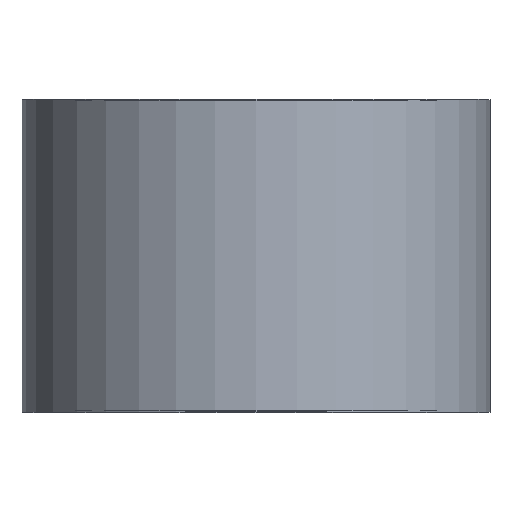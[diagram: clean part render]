
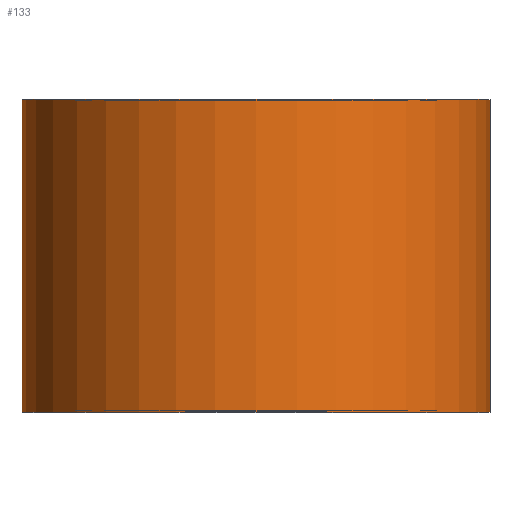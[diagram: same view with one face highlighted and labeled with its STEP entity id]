
A CAD part, top view. The second image highlights one B-rep face of the part: STEP entity #133.
In plain terms, the highlighted cylindrical face has radius 3.015 mm (diameter 6.03 mm), a partial arc.
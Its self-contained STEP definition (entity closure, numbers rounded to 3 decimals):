
#10=CARTESIAN_POINT('',(0.,-0.015,0.));
#11=DIRECTION('',(0.,1.,0.));
#12=DIRECTION('',(-1.,0.,0.));
#13=AXIS2_PLACEMENT_3D('',#10,#11,#12);
#25=DIRECTION('',(0.,1.,0.));
#26=VECTOR('',#25,4.03);
#27=CARTESIAN_POINT('',(3.015,-0.015,0.));
#28=LINE('',#27,#26);
#29=DIRECTION('',(0.,1.,0.));
#30=VECTOR('',#29,4.03);
#31=CARTESIAN_POINT('',(-3.015,-0.015,0.));
#32=LINE('',#31,#30);
#38=CARTESIAN_POINT('',(0.,4.015,0.));
#39=DIRECTION('',(0.,1.,0.));
#40=DIRECTION('',(-1.,0.,0.));
#41=AXIS2_PLACEMENT_3D('',#38,#39,#40);
#57=CARTESIAN_POINT('',(3.015,-0.015,0.));
#58=CARTESIAN_POINT('',(-3.015,-0.015,0.));
#59=VERTEX_POINT('',#57);
#60=VERTEX_POINT('',#58);
#65=CARTESIAN_POINT('',(3.015,4.015,0.));
#66=CARTESIAN_POINT('',(-3.015,4.015,0.));
#67=VERTEX_POINT('',#65);
#68=VERTEX_POINT('',#66);
#121=CARTESIAN_POINT('',(0.,0.,0.));
#122=DIRECTION('',(0.,1.,0.));
#123=DIRECTION('',(1.,0.,0.));
#124=AXIS2_PLACEMENT_3D('',#121,#122,#123);
#125=CYLINDRICAL_SURFACE('',#124,3.015);
#126=ORIENTED_EDGE('',*,*,#96,.F.);
#127=ORIENTED_EDGE('',*,*,#116,.T.);
#129=ORIENTED_EDGE('',*,*,#128,.T.);
#130=ORIENTED_EDGE('',*,*,#112,.F.);
#131=EDGE_LOOP('',(#126,#127,#129,#130));
#132=FACE_OUTER_BOUND('',#131,.F.);
#133=ADVANCED_FACE('',(#132),#125,.T.);
#14=CIRCLE('',#13,3.015);
#42=CIRCLE('',#41,3.015);
#96=EDGE_CURVE('',#60,#59,#14,.T.);
#112=EDGE_CURVE('',#59,#67,#28,.T.);
#116=EDGE_CURVE('',#60,#68,#32,.T.);
#128=EDGE_CURVE('',#68,#67,#42,.T.);
